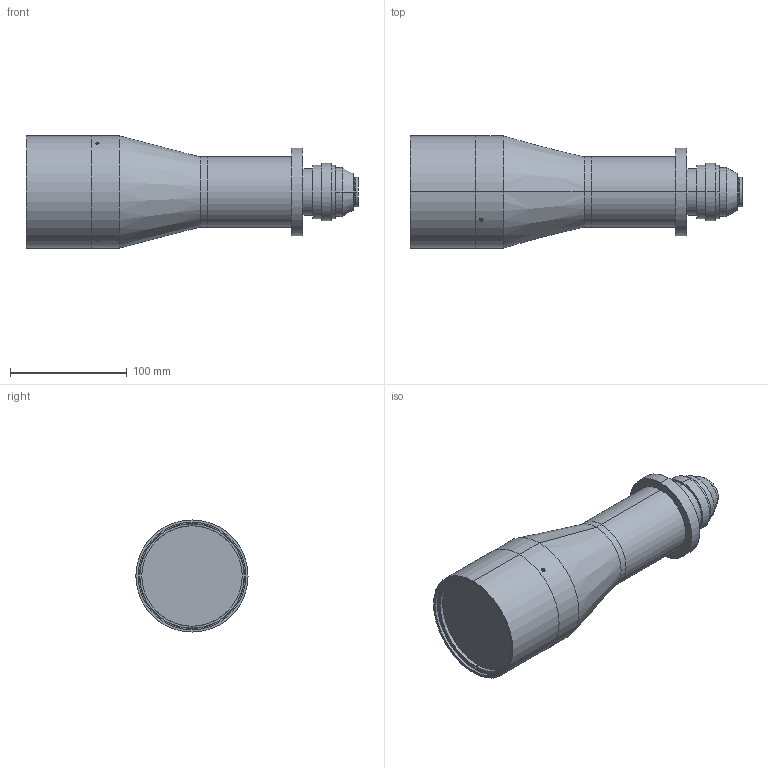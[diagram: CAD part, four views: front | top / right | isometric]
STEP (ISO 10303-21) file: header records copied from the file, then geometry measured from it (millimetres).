
FILE_DESCRIPTION (( 'STEP AP203' ), '1' );
FILE_NAME ('S5LPJ6122_01.STEP', '2022-02-25T09:46:04', ( '' ), ( '' ), 'SwSTEP 2.0', 'SolidWorks 2021', '' );
FILE_SCHEMA (( 'CONFIG_CONTROL_DESIGN' ));
Length unit declared in the file: millimetre
Products named in the file (18): 097108; S5LAO1172; 438208; 438204; 438205; 097105; S5LPJ6122_01; 438207; S5MEC0010; 533002; 533004; S5LMN1172; S5LPX6040; 438201_S5LPJ6122; 291105; 239407; DIN 913 - M3 x 2-N_DIN 913 - M3 x 2-N; S5LAO6040
Assembly tree (19 placements, depth 4):
  S5LPJ6122_01
    S5LAO6040
      S5LPX6040
    438201_S5LPJ6122
      S5LAO1172
        S5LMN1172
      438204
      438205
      438207
      438208
      S5MEC0010
    097105
    097108
    291105
    239407
    533002
    533004
    DIN 913 - M3 x 2-N_DIN 913 - M3 x 2-N  x3
Bounding box: 284.14 x 96 x 96 mm (x, y, z)
Volume: 419862.7 mm3; surface area: 189588 mm2
Topology: 16 solids, 16 shells, 443 faces, 922 edges, 548 vertices
Faces by surface type: cylinder 172, plane 95, cone 94, torus 76, sphere 6
Entity records: 13286 total; most frequent: DIRECTION 2264, CARTESIAN_POINT 2064, ORIENTED_EDGE 1704, AXIS2_PLACEMENT_3D 988, EDGE_CURVE 852, CIRCLE 550, VERTEX_POINT 508, EDGE_LOOP 482
